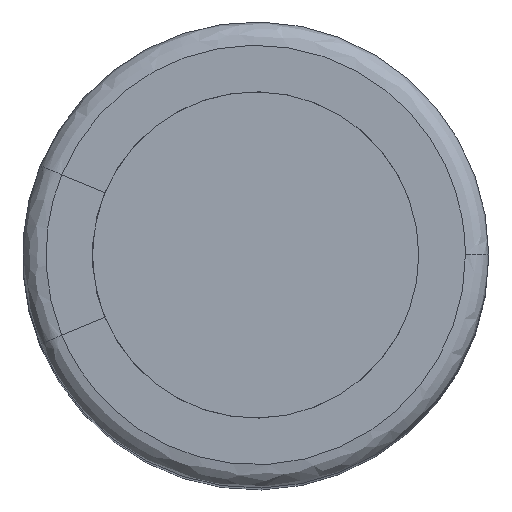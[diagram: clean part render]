
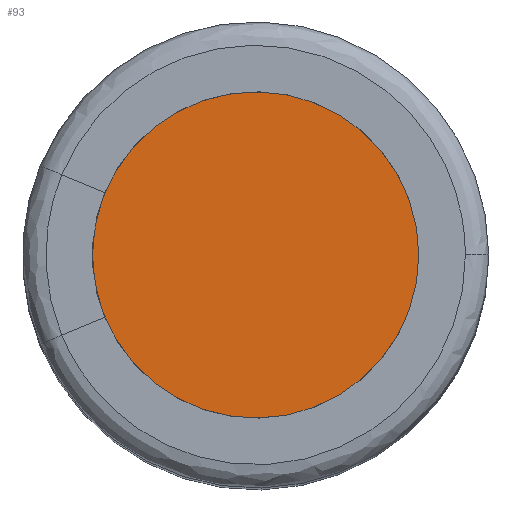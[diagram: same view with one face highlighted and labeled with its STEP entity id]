
A CAD part, top view. The second image highlights one B-rep face of the part: STEP entity #93.
In plain terms, the highlighted planar face has unit normal (0, 0, 1).
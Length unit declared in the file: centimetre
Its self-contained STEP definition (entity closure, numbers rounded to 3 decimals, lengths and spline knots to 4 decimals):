
#33 = PLANE ( 'NONE',  #1071 ) ;
#93 = ADVANCED_FACE ( 'NONE', ( #221 ), #33, .T. ) ;
#102 = CIRCLE ( 'NONE', #1696, 0.3675 ) ;
#221 = FACE_OUTER_BOUND ( 'NONE', #1129, .T. ) ;
#250 = CARTESIAN_POINT ( 'NONE',  ( 0., 0., 2.68 ) ) ;
#365 = ORIENTED_EDGE ( 'NONE', *, *, #741, .F. ) ;
#369 = CARTESIAN_POINT ( 'NONE',  ( 0., 0., 2.68 ) ) ;
#741 = EDGE_CURVE ( 'NONE', #1712, #1216, #102, .T. ) ;
#1071 = AXIS2_PLACEMENT_3D ( 'NONE', #2811, #1523, #1776 ) ;
#1129 = EDGE_LOOP ( 'NONE', ( #2778, #365 ) ) ;
#1216 = VERTEX_POINT ( 'NONE', #1972 ) ;
#1326 = EDGE_CURVE ( 'NONE', #1216, #1712, #2590, .T. ) ;
#1451 = DIRECTION ( 'NONE',  ( 0., 0., -1. ) ) ;
#1523 = DIRECTION ( 'NONE',  ( 0., 0., 1. ) ) ;
#1696 = AXIS2_PLACEMENT_3D ( 'NONE', #250, #1947, #2417 ) ;
#1712 = VERTEX_POINT ( 'NONE', #2093 ) ;
#1776 = DIRECTION ( 'NONE',  ( 1., 0., 0. ) ) ;
#1893 = DIRECTION ( 'NONE',  ( 1., 0., 0. ) ) ;
#1947 = DIRECTION ( 'NONE',  ( 0., 0., -1. ) ) ;
#1972 = CARTESIAN_POINT ( 'NONE',  ( 0.3675, 0., 2.68 ) ) ;
#2093 = CARTESIAN_POINT ( 'NONE',  ( -0.3675, 0., 2.68 ) ) ;
#2417 = DIRECTION ( 'NONE',  ( 1., 0., 0. ) ) ;
#2487 = AXIS2_PLACEMENT_3D ( 'NONE', #369, #1451, #1893 ) ;
#2590 = CIRCLE ( 'NONE', #2487, 0.3675 ) ;
#2778 = ORIENTED_EDGE ( 'NONE', *, *, #1326, .F. ) ;
#2811 = CARTESIAN_POINT ( 'NONE',  ( 0., 0., 2.68 ) ) ;
